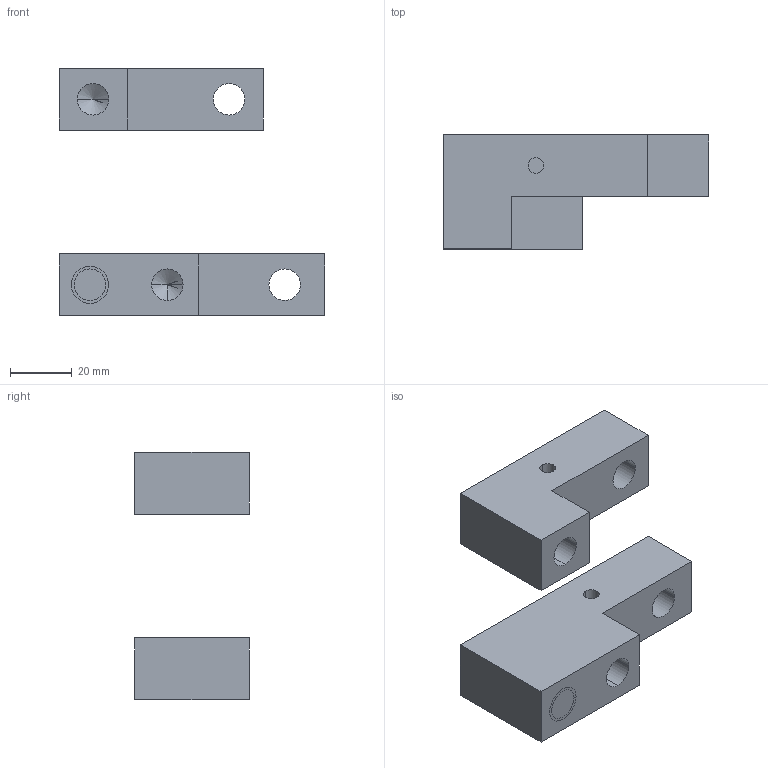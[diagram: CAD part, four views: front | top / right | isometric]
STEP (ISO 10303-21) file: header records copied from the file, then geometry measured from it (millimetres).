
FILE_DESCRIPTION (( 'STEP AP214' ), '1' );
FILE_NAME ('STAFFEFCAMONT.STEP', '2024-11-05T14:19:23', ( '' ), ( '' ), 'SwSTEP 2.0', 'SolidWorks 2021', '' );
FILE_SCHEMA (( 'AUTOMOTIVE_DESIGN' ));
Length unit declared in the file: inch
Products named in the file (1): STAFFEFCAMONT
Bounding box: 86 x 37 x 80 mm (x, y, z)
Volume: 76634.9 mm3; surface area: 21846.4 mm2
Topology: 3 solids, 3 shells, 49 faces, 120 edges, 73 vertices
Faces by surface type: cylinder 22, plane 19, cone 8
Entity records: 1614 total; most frequent: CARTESIAN_POINT 385, DIRECTION 254, ORIENTED_EDGE 224, EDGE_CURVE 112, AXIS2_PLACEMENT_3D 94, VERTEX_POINT 73, VECTOR 66, LINE 66
